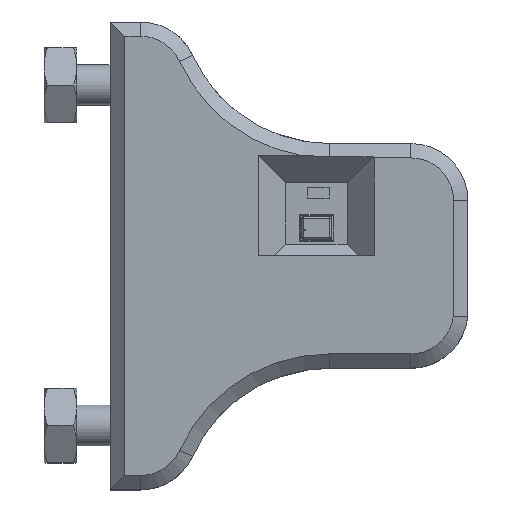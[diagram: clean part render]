
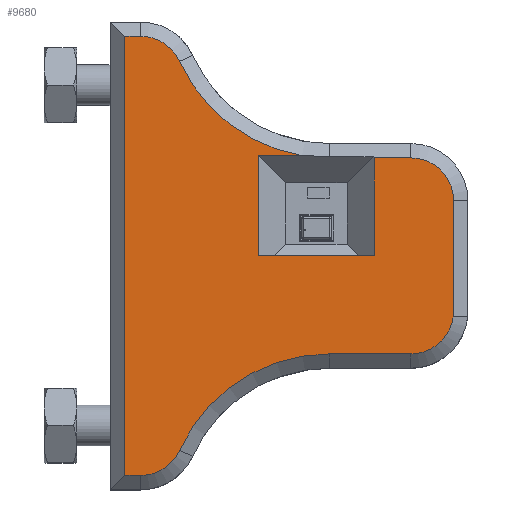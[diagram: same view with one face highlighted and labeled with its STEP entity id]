
A CAD part, top view. The second image highlights one B-rep face of the part: STEP entity #9680.
In plain terms, the highlighted planar face has unit normal (0, 0, 1).
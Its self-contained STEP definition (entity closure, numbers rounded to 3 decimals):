
#633=PLANE('',#10587);
#1404=LINE('',#21592,#2237);
#1410=LINE('',#21610,#2243);
#1414=LINE('',#21627,#2247);
#1419=LINE('',#21642,#2252);
#1421=LINE('',#21645,#2254);
#1430=LINE('',#21699,#2263);
#1442=LINE('',#21769,#2275);
#1444=LINE('',#21773,#2277);
#1445=LINE('',#21775,#2278);
#1446=LINE('',#21777,#2279);
#1447=LINE('',#21778,#2280);
#2237=VECTOR('',#12713,10.5);
#2243=VECTOR('',#12731,10.5);
#2247=VECTOR('',#12743,10.5);
#2252=VECTOR('',#12760,10.5);
#2254=VECTOR('',#12764,10.5);
#2263=VECTOR('',#12789,10.);
#2275=VECTOR('',#12827,10.5);
#2277=VECTOR('',#12831,10.);
#2278=VECTOR('',#12832,10.);
#2279=VECTOR('',#12833,10.);
#2280=VECTOR('',#12834,10.);
#3058=FACE_OUTER_BOUND('',#3682,.T.);
#3682=EDGE_LOOP('',(#8734,#8735,#8736,#8737,#8738,#8739,#8740,#8741,#8742,
#8743,#8744,#8745,#8746,#8747,#8748,#8749,#8750));
#3992=CIRCLE('',#10550,3.15);
#3994=CIRCLE('',#10553,3.15);
#3995=CIRCLE('',#10556,3.15);
#3998=CIRCLE('',#10561,12.075);
#3999=CIRCLE('',#10563,3.15);
#4007=CIRCLE('',#10585,12.075);
#4835=VERTEX_POINT('',#21590);
#4836=VERTEX_POINT('',#21591);
#4837=VERTEX_POINT('',#21596);
#4839=VERTEX_POINT('',#21601);
#4841=VERTEX_POINT('',#21605);
#4842=VERTEX_POINT('',#21609);
#4845=VERTEX_POINT('',#21616);
#4846=VERTEX_POINT('',#21620);
#4848=VERTEX_POINT('',#21626);
#4850=VERTEX_POINT('',#21632);
#4851=VERTEX_POINT('',#21637);
#4852=VERTEX_POINT('',#21641);
#4868=VERTEX_POINT('',#21759);
#4869=VERTEX_POINT('',#21766);
#4871=VERTEX_POINT('',#21772);
#4872=VERTEX_POINT('',#21774);
#4873=VERTEX_POINT('',#21776);
#6123=EDGE_CURVE('',#4835,#4836,#1404,.T.);
#6127=EDGE_CURVE('',#4836,#4837,#3992,.T.);
#6131=EDGE_CURVE('',#4841,#4839,#3994,.T.);
#6132=EDGE_CURVE('',#4839,#4842,#1410,.T.);
#6136=EDGE_CURVE('',#4845,#4846,#3995,.T.);
#6139=EDGE_CURVE('',#4846,#4848,#1414,.T.);
#6144=EDGE_CURVE('',#4848,#4850,#3998,.T.);
#6146=EDGE_CURVE('',#4850,#4851,#3999,.T.);
#6147=EDGE_CURVE('',#4851,#4852,#1419,.T.);
#6149=EDGE_CURVE('',#4852,#4835,#1421,.T.);
#6163=EDGE_CURVE('',#4842,#4845,#1430,.T.);
#6181=EDGE_CURVE('',#4837,#4868,#4007,.T.);
#6183=EDGE_CURVE('',#4869,#4841,#1442,.T.);
#6185=EDGE_CURVE('',#4871,#4869,#1444,.T.);
#6186=EDGE_CURVE('',#4871,#4872,#1445,.T.);
#6187=EDGE_CURVE('',#4873,#4872,#1446,.T.);
#6188=EDGE_CURVE('',#4868,#4873,#1447,.T.);
#8734=ORIENTED_EDGE('',*,*,#6149,.F.);
#8735=ORIENTED_EDGE('',*,*,#6147,.F.);
#8736=ORIENTED_EDGE('',*,*,#6146,.F.);
#8737=ORIENTED_EDGE('',*,*,#6144,.F.);
#8738=ORIENTED_EDGE('',*,*,#6139,.F.);
#8739=ORIENTED_EDGE('',*,*,#6136,.F.);
#8740=ORIENTED_EDGE('',*,*,#6163,.F.);
#8741=ORIENTED_EDGE('',*,*,#6132,.F.);
#8742=ORIENTED_EDGE('',*,*,#6131,.F.);
#8743=ORIENTED_EDGE('',*,*,#6183,.F.);
#8744=ORIENTED_EDGE('',*,*,#6185,.F.);
#8745=ORIENTED_EDGE('',*,*,#6186,.T.);
#8746=ORIENTED_EDGE('',*,*,#6187,.F.);
#8747=ORIENTED_EDGE('',*,*,#6188,.F.);
#8748=ORIENTED_EDGE('',*,*,#6181,.F.);
#8749=ORIENTED_EDGE('',*,*,#6127,.F.);
#8750=ORIENTED_EDGE('',*,*,#6123,.F.);
#9680=ADVANCED_FACE('',(#3058),#633,.T.);
#10550=AXIS2_PLACEMENT_3D('',#21598,#12719,#12720);
#10553=AXIS2_PLACEMENT_3D('',#21607,#12727,#12728);
#10556=AXIS2_PLACEMENT_3D('',#21621,#12736,#12737);
#10561=AXIS2_PLACEMENT_3D('',#21635,#12751,#12752);
#10563=AXIS2_PLACEMENT_3D('',#21639,#12756,#12757);
#10585=AXIS2_PLACEMENT_3D('',#21764,#12822,#12823);
#10587=AXIS2_PLACEMENT_3D('',#21771,#12829,#12830);
#12713=DIRECTION('',(1.,0.,0.));
#12719=DIRECTION('center_axis',(0.,0.,-1.));
#12720=DIRECTION('ref_axis',(0.541,0.841,0.));
#12727=DIRECTION('center_axis',(0.,0.,-1.));
#12728=DIRECTION('ref_axis',(0.707,0.707,0.));
#12731=DIRECTION('',(0.,-1.,0.));
#12736=DIRECTION('center_axis',(0.,0.,-1.));
#12737=DIRECTION('ref_axis',(0.707,-0.707,0.));
#12743=DIRECTION('',(-1.,0.,0.));
#12751=DIRECTION('center_axis',(0.,0.,1.));
#12752=DIRECTION('ref_axis',(-0.982,0.19,0.));
#12756=DIRECTION('center_axis',(0.,0.,-1.));
#12757=DIRECTION('ref_axis',(0.541,-0.841,0.));
#12760=DIRECTION('',(-1.,0.,0.));
#12764=DIRECTION('',(0.,1.,0.));
#12789=DIRECTION('',(-1.,0.,0.));
#12822=DIRECTION('center_axis',(0.,0.,1.));
#12823=DIRECTION('ref_axis',(-0.982,-0.19,0.));
#12827=DIRECTION('',(1.,0.,0.));
#12829=DIRECTION('center_axis',(0.,0.,1.));
#12830=DIRECTION('ref_axis',(0.,-1.,0.));
#12831=DIRECTION('',(0.,1.,0.));
#12832=DIRECTION('',(-1.,0.,0.));
#12833=DIRECTION('',(0.,-1.,0.));
#12834=DIRECTION('',(-1.,0.,0.));
#21590=CARTESIAN_POINT('',(-14.075,18.375,4.2));
#21591=CARTESIAN_POINT('',(-12.912,18.375,4.2));
#21592=CARTESIAN_POINT('',(-12.5,18.375,4.2));
#21596=CARTESIAN_POINT('',(-10.045,16.528,4.2));
#21598=CARTESIAN_POINT('Origin',(-12.912,15.225,4.2));
#21601=CARTESIAN_POINT('',(10.075,6.3,4.2));
#21605=CARTESIAN_POINT('',(6.925,9.45,4.2));
#21607=CARTESIAN_POINT('Origin',(6.925,6.3,4.2));
#21609=CARTESIAN_POINT('',(10.075,-2.231,4.2));
#21610=CARTESIAN_POINT('',(10.075,0.,4.2));
#21616=CARTESIAN_POINT('',(10.045,-2.231,4.2));
#21620=CARTESIAN_POINT('',(6.925,-4.95,4.2));
#21621=CARTESIAN_POINT('Origin',(6.925,-1.8,4.2));
#21626=CARTESIAN_POINT('',(0.948,-4.95,4.2));
#21627=CARTESIAN_POINT('',(-5.937,-4.95,4.2));
#21632=CARTESIAN_POINT('',(-10.045,-12.028,4.2));
#21635=CARTESIAN_POINT('Origin',(0.948,-17.025,4.2));
#21637=CARTESIAN_POINT('',(-12.912,-13.875,4.2));
#21639=CARTESIAN_POINT('Origin',(-12.912,-10.725,4.2));
#21641=CARTESIAN_POINT('',(-14.075,-13.875,4.2));
#21642=CARTESIAN_POINT('',(-12.5,-13.875,4.2));
#21645=CARTESIAN_POINT('',(-14.075,4.5,4.2));
#21699=CARTESIAN_POINT('',(-2.,-2.231,4.2));
#21759=CARTESIAN_POINT('',(-1.057,9.618,4.2));
#21764=CARTESIAN_POINT('Origin',(0.948,21.525,4.2));
#21766=CARTESIAN_POINT('',(4.248,9.45,4.2));
#21769=CARTESIAN_POINT('',(-5.937,9.45,4.2));
#21771=CARTESIAN_POINT('Origin',(-2.,9.5,4.2));
#21772=CARTESIAN_POINT('',(4.248,2.269,4.2));
#21773=CARTESIAN_POINT('',(4.248,4.904,4.2));
#21774=CARTESIAN_POINT('',(-4.252,2.269,4.2));
#21775=CARTESIAN_POINT('',(-2.,2.269,4.2));
#21776=CARTESIAN_POINT('',(-4.252,9.618,4.2));
#21777=CARTESIAN_POINT('',(-4.252,4.809,4.2));
#21778=CARTESIAN_POINT('',(-1.001,9.618,4.2));
